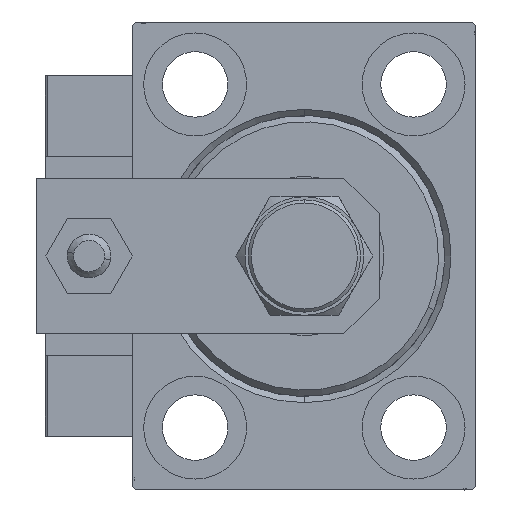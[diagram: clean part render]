
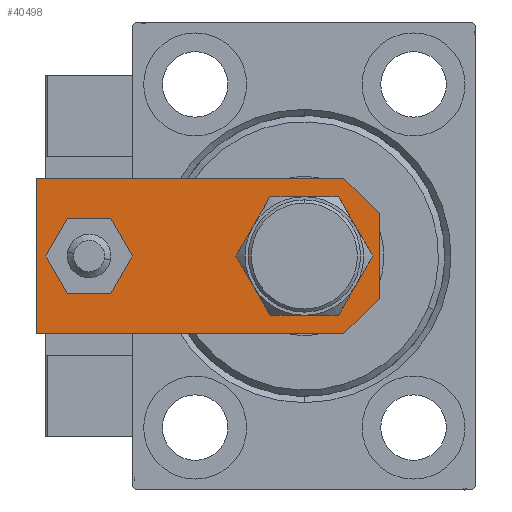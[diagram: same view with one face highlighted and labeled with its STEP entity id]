
A CAD part, left-side view. The second image highlights one B-rep face of the part: STEP entity #40498.
In plain terms, the highlighted face is planar.
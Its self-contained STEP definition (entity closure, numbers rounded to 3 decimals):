
#2344 = CARTESIAN_POINT ( 'NONE',  ( -6.84, 0., 6. ) ) ;
#2420 = DIRECTION ( 'NONE',  ( 0., 0., 1. ) ) ;
#2577 = CARTESIAN_POINT ( 'NONE',  ( 12.5, 55., 6. ) ) ;
#2770 = CIRCLE ( 'NONE', #14466, 8.25 ) ;
#3395 = VECTOR ( 'NONE', #38151, 1000. ) ;
#3764 = EDGE_CURVE ( 'NONE', #18537, #30582, #18880, .T. ) ;
#4499 = VERTEX_POINT ( 'NONE', #37966 ) ;
#4990 = CIRCLE ( 'NONE', #40074, 4. ) ;
#5642 = EDGE_CURVE ( 'NONE', #42430, #35425, #4990, .T. ) ;
#6092 = CARTESIAN_POINT ( 'NONE',  ( 0., 0., 6. ) ) ;
#6212 = CARTESIAN_POINT ( 'NONE',  ( -12.5, 55., 6. ) ) ;
#7169 = CARTESIAN_POINT ( 'NONE',  ( 6.84, 0., 6. ) ) ;
#7698 = DIRECTION ( 'NONE',  ( 1., 0., 0. ) ) ;
#8064 = CARTESIAN_POINT ( 'NONE',  ( -12.5, 5.66, 6. ) ) ;
#8194 = ORIENTED_EDGE ( 'NONE', *, *, #49791, .F. ) ;
#8206 = CIRCLE ( 'NONE', #31600, 4. ) ;
#8688 = EDGE_CURVE ( 'NONE', #43917, #18537, #42088, .T. ) ;
#8995 = VERTEX_POINT ( 'NONE', #7169 ) ;
#12069 = CIRCLE ( 'NONE', #34644, 8.25 ) ;
#12175 = EDGE_CURVE ( 'NONE', #30582, #8995, #17420, .T. ) ;
#13899 = EDGE_LOOP ( 'NONE', ( #44962, #25429 ) ) ;
#14398 = DIRECTION ( 'NONE',  ( 1., 0., 0. ) ) ;
#14466 = AXIS2_PLACEMENT_3D ( 'NONE', #22889, #38869, #7698 ) ;
#14702 = PLANE ( 'NONE',  #51517 ) ;
#15325 = CARTESIAN_POINT ( 'NONE',  ( -12.5, 55., 6. ) ) ;
#16636 = DIRECTION ( 'NONE',  ( 0.707, 0.707, 0. ) ) ;
#17420 = LINE ( 'NONE', #49386, #35302 ) ;
#17904 = CARTESIAN_POINT ( 'NONE',  ( 12.5, 55., 6. ) ) ;
#18045 = CARTESIAN_POINT ( 'NONE',  ( 12.5, 5.66, 6. ) ) ;
#18318 = LINE ( 'NONE', #30348, #20425 ) ;
#18537 = VERTEX_POINT ( 'NONE', #8064 ) ;
#18880 = LINE ( 'NONE', #31164, #39182 ) ;
#19485 = DIRECTION ( 'NONE',  ( 1., 0., 0. ) ) ;
#19540 = CARTESIAN_POINT ( 'NONE',  ( 12.5, 0., 6. ) ) ;
#20425 = VECTOR ( 'NONE', #16636, 1000. ) ;
#20552 = DIRECTION ( 'NONE',  ( 1., 0., 0. ) ) ;
#20723 = ORIENTED_EDGE ( 'NONE', *, *, #12175, .T. ) ;
#20754 = VECTOR ( 'NONE', #31590, 1000. ) ;
#22034 = DIRECTION ( 'NONE',  ( 0.707, -0.707, 0. ) ) ;
#22761 = CARTESIAN_POINT ( 'NONE',  ( 0., 46.5, 6. ) ) ;
#22889 = CARTESIAN_POINT ( 'NONE',  ( 0., 12., 6. ) ) ;
#23725 = LINE ( 'NONE', #19540, #20754 ) ;
#25051 = EDGE_CURVE ( 'NONE', #44499, #32889, #23725, .T. ) ;
#25429 = ORIENTED_EDGE ( 'NONE', *, *, #33657, .F. ) ;
#26606 = EDGE_CURVE ( 'NONE', #32889, #43917, #34882, .T. ) ;
#30348 = CARTESIAN_POINT ( 'NONE',  ( 3.42, -3.42, 6. ) ) ;
#30582 = VERTEX_POINT ( 'NONE', #2344 ) ;
#30669 = FACE_OUTER_BOUND ( 'NONE', #32604, .T. ) ;
#31164 = CARTESIAN_POINT ( 'NONE',  ( -3.42, -3.42, 6. ) ) ;
#31590 = DIRECTION ( 'NONE',  ( 0., 1., 0. ) ) ;
#31600 = AXIS2_PLACEMENT_3D ( 'NONE', #35977, #34948, #19485 ) ;
#32604 = EDGE_LOOP ( 'NONE', ( #38217, #34885, #20723, #37472, #51582, #39334 ) ) ;
#32737 = VECTOR ( 'NONE', #50894, 1000. ) ;
#32889 = VERTEX_POINT ( 'NONE', #2577 ) ;
#33471 = CARTESIAN_POINT ( 'NONE',  ( -4., 46.5, 6. ) ) ;
#33657 = EDGE_CURVE ( 'NONE', #4499, #38335, #2770, .T. ) ;
#34644 = AXIS2_PLACEMENT_3D ( 'NONE', #44409, #35286, #20552 ) ;
#34882 = LINE ( 'NONE', #17904, #32737 ) ;
#34885 = ORIENTED_EDGE ( 'NONE', *, *, #3764, .T. ) ;
#34948 = DIRECTION ( 'NONE',  ( 0., 0., 1. ) ) ;
#35286 = DIRECTION ( 'NONE',  ( 0., 0., 1. ) ) ;
#35302 = VECTOR ( 'NONE', #45983, 1000. ) ;
#35425 = VERTEX_POINT ( 'NONE', #33471 ) ;
#35977 = CARTESIAN_POINT ( 'NONE',  ( 0., 46.5, 6. ) ) ;
#37109 = EDGE_CURVE ( 'NONE', #8995, #44499, #18318, .T. ) ;
#37240 = EDGE_CURVE ( 'NONE', #38335, #4499, #12069, .T. ) ;
#37472 = ORIENTED_EDGE ( 'NONE', *, *, #37109, .T. ) ;
#37764 = DIRECTION ( 'NONE',  ( 1., 0., 0. ) ) ;
#37966 = CARTESIAN_POINT ( 'NONE',  ( 8.25, 12., 6. ) ) ;
#37987 = CARTESIAN_POINT ( 'NONE',  ( 4., 46.5, 6. ) ) ;
#38151 = DIRECTION ( 'NONE',  ( 0., -1., 0. ) ) ;
#38217 = ORIENTED_EDGE ( 'NONE', *, *, #8688, .T. ) ;
#38335 = VERTEX_POINT ( 'NONE', #41309 ) ;
#38869 = DIRECTION ( 'NONE',  ( 0., 0., 1. ) ) ;
#39182 = VECTOR ( 'NONE', #22034, 1000. ) ;
#39334 = ORIENTED_EDGE ( 'NONE', *, *, #26606, .T. ) ;
#40074 = AXIS2_PLACEMENT_3D ( 'NONE', #22761, #51059, #14398 ) ;
#40498 = ADVANCED_FACE ( 'NONE', ( #46418, #30669, #42978 ), #14702, .T. ) ;
#41309 = CARTESIAN_POINT ( 'NONE',  ( -8.25, 12., 6. ) ) ;
#42088 = LINE ( 'NONE', #6212, #3395 ) ;
#42430 = VERTEX_POINT ( 'NONE', #37987 ) ;
#42978 = FACE_BOUND ( 'NONE', #13899, .T. ) ;
#43917 = VERTEX_POINT ( 'NONE', #15325 ) ;
#44409 = CARTESIAN_POINT ( 'NONE',  ( 0., 12., 6. ) ) ;
#44499 = VERTEX_POINT ( 'NONE', #18045 ) ;
#44962 = ORIENTED_EDGE ( 'NONE', *, *, #37240, .F. ) ;
#45983 = DIRECTION ( 'NONE',  ( 1., 0., 0. ) ) ;
#46418 = FACE_BOUND ( 'NONE', #51717, .T. ) ;
#49386 = CARTESIAN_POINT ( 'NONE',  ( -12.5, 0., 6. ) ) ;
#49791 = EDGE_CURVE ( 'NONE', #35425, #42430, #8206, .T. ) ;
#50894 = DIRECTION ( 'NONE',  ( -1., 0., 0. ) ) ;
#51059 = DIRECTION ( 'NONE',  ( 0., 0., 1. ) ) ;
#51336 = ORIENTED_EDGE ( 'NONE', *, *, #5642, .F. ) ;
#51517 = AXIS2_PLACEMENT_3D ( 'NONE', #6092, #2420, #37764 ) ;
#51582 = ORIENTED_EDGE ( 'NONE', *, *, #25051, .T. ) ;
#51717 = EDGE_LOOP ( 'NONE', ( #8194, #51336 ) ) ;
